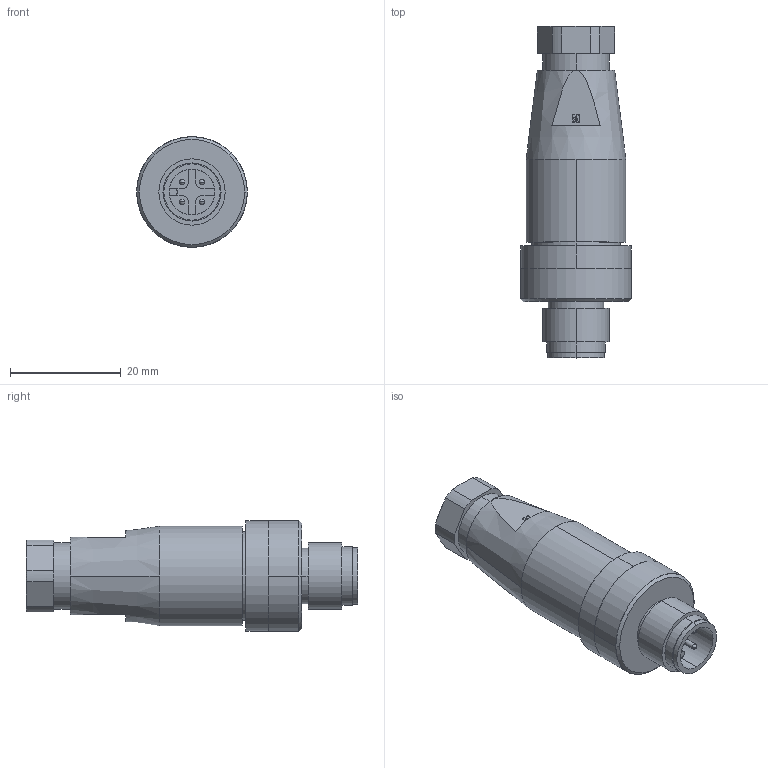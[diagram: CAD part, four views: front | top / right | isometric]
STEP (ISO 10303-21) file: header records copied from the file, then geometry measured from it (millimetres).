
FILE_DESCRIPTION(('SolidDesigner STEP Export'),'2;1');
FILE_NAME('1662528.stp','2008-12-08T16:22:05',(''),(''),'CoCreate Modeling STEP processor for AP214 (Solid Model)','CoCreate Modeling 16.00A 16-Aug-2008 (C) Parametric Technology GmbH','');
FILE_SCHEMA(('AUTOMOTIVE_DESIGN { 1 0 10303 214 1 1 1 1 }'));
Length unit declared in the file: millimetre
Products named in the file (1): 1662528
Bounding box: 20.05 x 60 x 20.05 mm (x, y, z)
Volume: 11589.8 mm3; surface area: 4324.6 mm2
Topology: 1 solids, 1 shells, 140 faces, 349 edges, 224 vertices
Faces by surface type: cylinder 65, plane 55, cone 12, sphere 8
Entity records: 4907 total; most frequent: ORIENTED_EDGE 682, CARTESIAN_POINT 655, DIRECTION 609, EDGE_CURVE 341, AXIS2_PLACEMENT_3D 229, VERTEX_POINT 224, EDGE_LOOP 161, VECTOR 151
